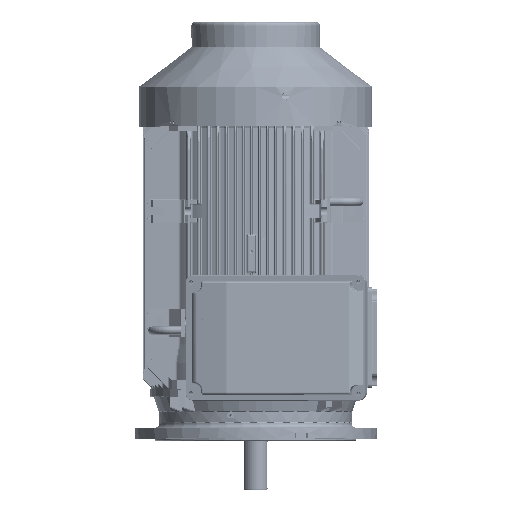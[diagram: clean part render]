
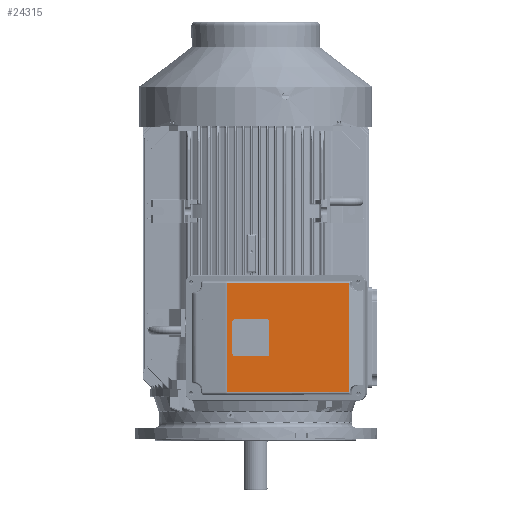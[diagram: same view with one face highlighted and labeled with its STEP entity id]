
A CAD part, top view. The second image highlights one B-rep face of the part: STEP entity #24315.
In plain terms, the highlighted planar face has unit normal (0.001, 0, 1).
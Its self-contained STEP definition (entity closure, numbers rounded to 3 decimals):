
#24315 = ADVANCED_FACE( '', ( #51769, #51770 ), #51771, .T. );
#51769 = FACE_OUTER_BOUND( '', #204746, .T. );
#51770 = FACE_BOUND( '', #204747, .T. );
#51771 = PLANE( '', #204748 );
#204746 = EDGE_LOOP( '', ( #310249, #310250, #310251, #310252 ) );
#204747 = EDGE_LOOP( '', ( #310253, #310254, #310255, #310256, #310257, #310258, #310259, #310260 ) );
#204748 = AXIS2_PLACEMENT_3D( '', #310261, #310262, #310263 );
#310249 = ORIENTED_EDGE( '', *, *, #359960, .T. );
#310250 = ORIENTED_EDGE( '', *, *, #355312, .T. );
#310251 = ORIENTED_EDGE( '', *, *, #353415, .T. );
#310252 = ORIENTED_EDGE( '', *, *, #359961, .T. );
#310253 = ORIENTED_EDGE( '', *, *, #343729, .F. );
#310254 = ORIENTED_EDGE( '', *, *, #346710, .T. );
#310255 = ORIENTED_EDGE( '', *, *, #350992, .F. );
#310256 = ORIENTED_EDGE( '', *, *, #344233, .T. );
#310257 = ORIENTED_EDGE( '', *, *, #358966, .F. );
#310258 = ORIENTED_EDGE( '', *, *, #339917, .T. );
#310259 = ORIENTED_EDGE( '', *, *, #354903, .F. );
#310260 = ORIENTED_EDGE( '', *, *, #359962, .T. );
#310261 = CARTESIAN_POINT( '', ( -80.012, -11., 557.754 ) );
#310262 = DIRECTION( '', ( 0.001, 0., 1. ) );
#310263 = DIRECTION( '', ( 0., 1., 0. ) );
#339917 = EDGE_CURVE( '', #381158, #381156, #381159, .T. );
#343729 = EDGE_CURVE( '', #387010, #387011, #387012, .T. );
#344233 = EDGE_CURVE( '', #387787, #387785, #387788, .T. );
#346710 = EDGE_CURVE( '', #387010, #391434, #391436, .T. );
#350992 = EDGE_CURVE( '', #387787, #391434, #397359, .T. );
#353415 = EDGE_CURVE( '', #400488, #400489, #400490, .T. );
#354903 = EDGE_CURVE( '', #402392, #381156, #402393, .T. );
#355312 = EDGE_CURVE( '', #402908, #400488, #402909, .T. );
#358966 = EDGE_CURVE( '', #381158, #387785, #407268, .T. );
#359960 = EDGE_CURVE( '', #406151, #402908, #408368, .T. );
#359961 = EDGE_CURVE( '', #400489, #406151, #408369, .T. );
#359962 = EDGE_CURVE( '', #402392, #387011, #408370, .T. );
#381156 = VERTEX_POINT( '', #457250 );
#381158 = VERTEX_POINT( '', #457253 );
#381159 = CIRCLE( '', #457254, 5. );
#387010 = VERTEX_POINT( '', #474705 );
#387011 = VERTEX_POINT( '', #474706 );
#387012 = LINE( '', #474707, #474708 );
#387785 = VERTEX_POINT( '', #477653 );
#387787 = VERTEX_POINT( '', #477656 );
#387788 = CIRCLE( '', #477657, 5. );
#391434 = VERTEX_POINT( '', #490227 );
#391436 = CIRCLE( '', #490230, 5. );
#397359 = LINE( '', #508788, #508789 );
#400488 = VERTEX_POINT( '', #518787 );
#400489 = VERTEX_POINT( '', #518788 );
#400490 = LINE( '', #518789, #518790 );
#402392 = VERTEX_POINT( '', #523963 );
#402393 = LINE( '', #523964, #523965 );
#402908 = VERTEX_POINT( '', #525209 );
#402909 = LINE( '', #525210, #525211 );
#406151 = VERTEX_POINT( '', #536747 );
#407268 = LINE( '', #540310, #540311 );
#408368 = LINE( '', #543024, #543025 );
#408369 = LINE( '', #543026, #543027 );
#408370 = CIRCLE( '', #543028, 5. );
#457250 = CARTESIAN_POINT( '', ( -58.015, 193., 557.742 ) );
#457253 = CARTESIAN_POINT( '', ( -63.015, 188., 557.745 ) );
#457254 = AXIS2_PLACEMENT_3D( '', #564555, #564556, #564557 );
#474705 = CARTESIAN_POINT( '', ( 36.985, 98., 557.692 ) );
#474706 = CARTESIAN_POINT( '', ( 36.985, 188., 557.692 ) );
#474707 = CARTESIAN_POINT( '', ( 36.985, 93., 557.692 ) );
#474708 = VECTOR( '', #569315, 1000. );
#477653 = CARTESIAN_POINT( '', ( -63.015, 98., 557.745 ) );
#477656 = CARTESIAN_POINT( '', ( -58.015, 93., 557.742 ) );
#477657 = AXIS2_PLACEMENT_3D( '', #569948, #569949, #569950 );
#490227 = CARTESIAN_POINT( '', ( 31.985, 93., 557.695 ) );
#490230 = AXIS2_PLACEMENT_3D( '', #572891, #572892, #572893 );
#508788 = CARTESIAN_POINT( '', ( -63.015, 93., 557.745 ) );
#508789 = VECTOR( '', #577895, 1000. );
#518787 = CARTESIAN_POINT( '', ( 255.15, 292., 557.576 ) );
#518788 = CARTESIAN_POINT( '', ( -77.374, 292., 557.753 ) );
#518789 = CARTESIAN_POINT( '', ( -80.012, 292., 557.754 ) );
#518790 = VECTOR( '', #580507, 1000. );
#523963 = CARTESIAN_POINT( '', ( 31.985, 193., 557.695 ) );
#523964 = CARTESIAN_POINT( '', ( 36.985, 193., 557.692 ) );
#523965 = VECTOR( '', #582168, 1000. );
#525209 = CARTESIAN_POINT( '', ( 255.15, -6., 557.576 ) );
#525210 = CARTESIAN_POINT( '', ( 255.15, 292., 557.576 ) );
#525211 = VECTOR( '', #582603, 1000. );
#536747 = CARTESIAN_POINT( '', ( -77.374, -6., 557.753 ) );
#540310 = CARTESIAN_POINT( '', ( -63.015, 193., 557.745 ) );
#540311 = VECTOR( '', #586109, 1000. );
#543024 = CARTESIAN_POINT( '', ( 255.465, -6., 557.576 ) );
#543025 = VECTOR( '', #586910, 1000. );
#543026 = CARTESIAN_POINT( '', ( -77.374, -11., 557.753 ) );
#543027 = VECTOR( '', #586911, 1000. );
#543028 = AXIS2_PLACEMENT_3D( '', #586912, #586913, #586914 );
#564555 = CARTESIAN_POINT( '', ( -58.015, 188., 557.742 ) );
#564556 = DIRECTION( '', ( -0.001, 0., -1. ) );
#564557 = DIRECTION( '', ( -1., 0., 0.001 ) );
#569315 = DIRECTION( '', ( 0., 1., 0. ) );
#569948 = CARTESIAN_POINT( '', ( -58.015, 98., 557.742 ) );
#569949 = DIRECTION( '', ( -0.001, 0., -1. ) );
#569950 = DIRECTION( '', ( -1., 0., 0.001 ) );
#572891 = CARTESIAN_POINT( '', ( 31.985, 98., 557.695 ) );
#572892 = DIRECTION( '', ( -0.001, 0., -1. ) );
#572893 = DIRECTION( '', ( -1., 0., 0.001 ) );
#577895 = DIRECTION( '', ( 1., 0., -0.001 ) );
#580507 = DIRECTION( '', ( -1., 0., 0.001 ) );
#582168 = DIRECTION( '', ( -1., 0., 0.001 ) );
#582603 = DIRECTION( '', ( 0., 1., 0. ) );
#586109 = DIRECTION( '', ( 0., -1., 0. ) );
#586910 = DIRECTION( '', ( 1., 0., -0.001 ) );
#586911 = DIRECTION( '', ( 0., -1., 0. ) );
#586912 = CARTESIAN_POINT( '', ( 31.985, 188., 557.695 ) );
#586913 = DIRECTION( '', ( -0.001, 0., -1. ) );
#586914 = DIRECTION( '', ( -1., 0., 0.001 ) );
